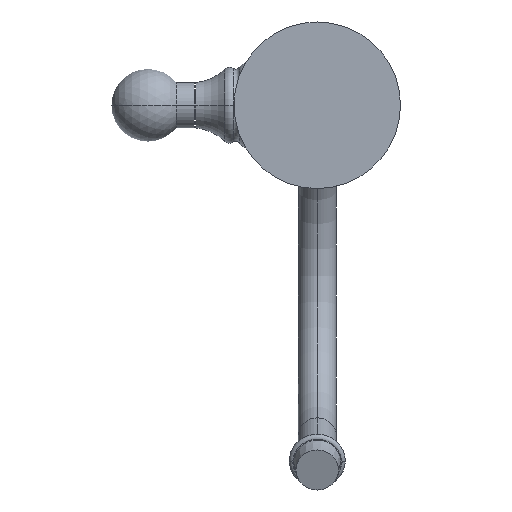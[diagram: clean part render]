
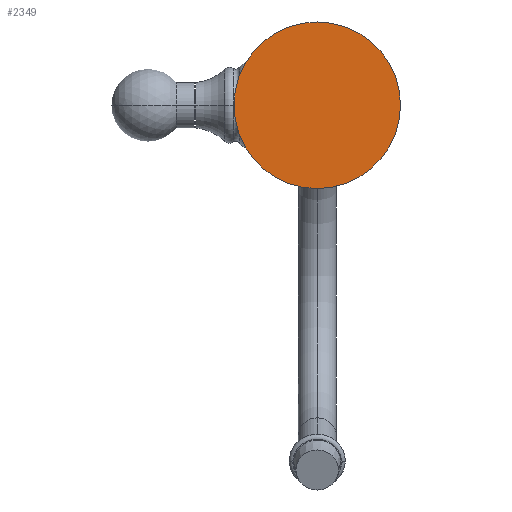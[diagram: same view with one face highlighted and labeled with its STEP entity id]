
A CAD part, front view. The second image highlights one B-rep face of the part: STEP entity #2349.
In plain terms, the highlighted planar face has unit normal (0, -1, 0).
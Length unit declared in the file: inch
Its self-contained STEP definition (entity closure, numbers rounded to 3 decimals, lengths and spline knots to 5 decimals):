
#2=CARTESIAN_POINT('',(0.,0.,0.));
#3=DIRECTION('',(0.,-1.,0.));
#4=DIRECTION('',(1.,0.,0.));
#5=AXIS2_PLACEMENT_3D('',#2,#3,#4);
#17=CARTESIAN_POINT('',(0.,0.,0.));
#18=DIRECTION('',(0.,1.,0.));
#19=DIRECTION('',(1.,0.,0.));
#20=AXIS2_PLACEMENT_3D('',#17,#18,#19);
#876=CARTESIAN_POINT('',(1.1,0.,0.));
#878=VERTEX_POINT('',#876);
#880=CARTESIAN_POINT('',(-1.1,0.,0.));
#882=VERTEX_POINT('',#880);
#2340=CARTESIAN_POINT('',(0.,0.,0.));
#2341=DIRECTION('',(0.,-1.,0.));
#2342=DIRECTION('',(-1.,0.,0.));
#2343=AXIS2_PLACEMENT_3D('',#2340,#2341,#2342);
#2344=PLANE('',#2343);
#2345=ORIENTED_EDGE('',*,*,#1069,.F.);
#2346=ORIENTED_EDGE('',*,*,#1087,.T.);
#2347=EDGE_LOOP('',(#2345,#2346));
#2348=FACE_OUTER_BOUND('',#2347,.F.);
#2349=ADVANCED_FACE('',(#2348),#2344,.T.);
#6=CIRCLE('',#5,1.1);
#21=CIRCLE('',#20,1.1);
#1069=EDGE_CURVE('',#878,#882,#6,.T.);
#1087=EDGE_CURVE('',#878,#882,#21,.T.);
